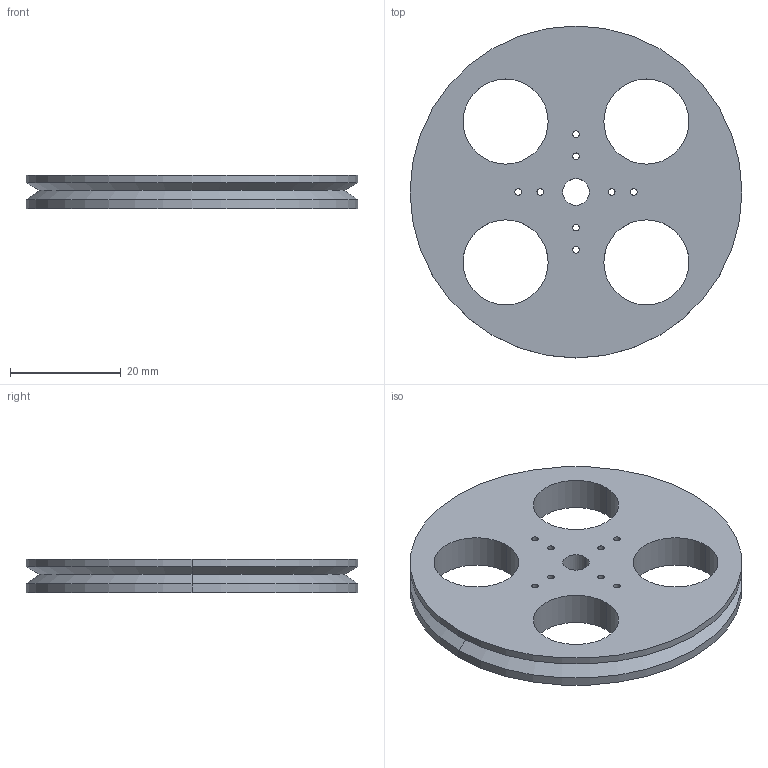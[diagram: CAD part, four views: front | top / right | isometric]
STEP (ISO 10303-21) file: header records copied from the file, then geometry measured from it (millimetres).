
FILE_DESCRIPTION (( 'STEP AP214' ), '1' );
FILE_NAME ('roue_servo_9g_Seb.STEP', '2018-05-19T11:53:51', ( 'babas' ), ( 'WORLDCOMPANY' ), 'SwSTEP 2.0', 'SolidWorks 2016', '' );
FILE_SCHEMA (( 'AUTOMOTIVE_DESIGN' ));
Length unit declared in the file: millimetre
Products named in the file (1): roue_servo_9g_Seb
Bounding box: 60 x 60 x 6 mm (x, y, z)
Volume: 11147.5 mm3; surface area: 7285 mm2
Topology: 1 solids, 1 shells, 54 faces, 147 edges, 96 vertices
Faces by surface type: cylinder 39, plane 11, cone 4
Entity records: 1829 total; most frequent: DIRECTION 337, CARTESIAN_POINT 298, ORIENTED_EDGE 294, EDGE_CURVE 147, AXIS2_PLACEMENT_3D 135, VERTEX_POINT 96, EDGE_LOOP 81, CIRCLE 80
